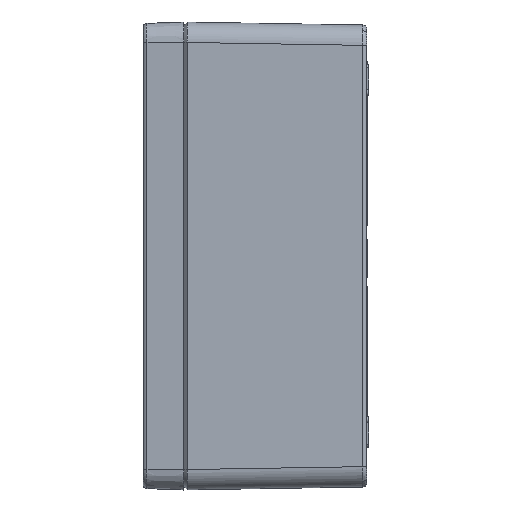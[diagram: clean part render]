
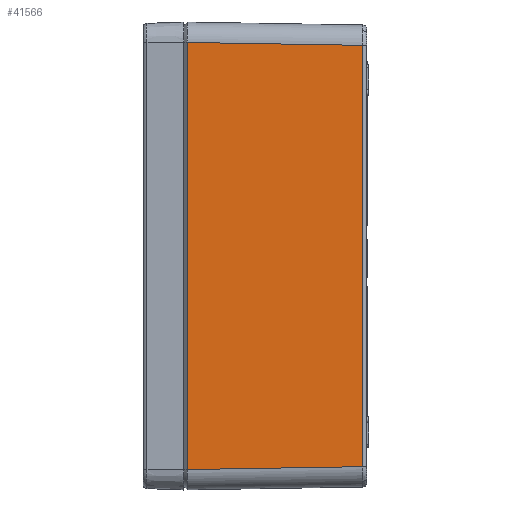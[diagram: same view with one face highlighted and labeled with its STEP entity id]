
A CAD part, left-side view. The second image highlights one B-rep face of the part: STEP entity #41566.
In plain terms, the highlighted planar face has unit normal (-1, -0.016, 0).
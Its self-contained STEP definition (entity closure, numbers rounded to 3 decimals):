
#10551 = FACE_OUTER_BOUND ( 'NONE', #15931, .T. ) ;
#11390 = AXIS2_PLACEMENT_3D ( 'NONE', #27468, #27461, #27469 ) ;
#14183 = LINE ( 'NONE', #51852, #14386 ) ;
#14188 = LINE ( 'NONE', #51900, #14392 ) ;
#14197 = LINE ( 'NONE', #51939, #14408 ) ;
#14198 = LINE ( 'NONE', #51941, #14410 ) ;
#14386 = VECTOR ( 'NONE', #51853, 1000. ) ;
#14392 = VECTOR ( 'NONE', #51901, 1000. ) ;
#14408 = VECTOR ( 'NONE', #51940, 1000. ) ;
#14410 = VECTOR ( 'NONE', #51942, 1000. ) ;
#15931 = EDGE_LOOP ( 'NONE', ( #57053, #57054, #57052, #57055 ) ) ;
#20694 = CARTESIAN_POINT ( 'NONE',  ( -163.531, -90.033, -103.532 ) ) ;
#20695 = CARTESIAN_POINT ( 'NONE',  ( -164.938, -3.8, -104.939 ) ) ;
#20770 = CARTESIAN_POINT ( 'NONE',  ( -163.531, -90.033, 103.532 ) ) ;
#21639 = CARTESIAN_POINT ( 'NONE',  ( -164.938, -3.8, 104.939 ) ) ;
#24434 = VERTEX_POINT ( 'NONE', #20695 ) ;
#24435 = VERTEX_POINT ( 'NONE', #20694 ) ;
#24447 = VERTEX_POINT ( 'NONE', #21639 ) ;
#27461 = DIRECTION ( 'NONE',  ( -1., -0.016, 0. ) ) ;
#27468 = CARTESIAN_POINT ( 'NONE',  ( -165., 0., -115. ) ) ;
#27469 = DIRECTION ( 'NONE',  ( 0.016, -1., 0. ) ) ;
#27520 = PLANE ( 'NONE',  #11390 ) ;
#32595 = VERTEX_POINT ( 'NONE', #20770 ) ;
#41566 = ADVANCED_FACE ( 'NONE', ( #10551 ), #27520, .T. ) ;
#51852 = CARTESIAN_POINT ( 'NONE',  ( -165.003, 0.163, -105.004 ) ) ;
#51853 = DIRECTION ( 'NONE',  ( 0.016, -1., 0.016 ) ) ;
#51900 = CARTESIAN_POINT ( 'NONE',  ( -164.941, -3.589, 104.943 ) ) ;
#51901 = DIRECTION ( 'NONE',  ( -0.016, 1., 0.016 ) ) ;
#51939 = CARTESIAN_POINT ( 'NONE',  ( -163.531, -90.033, 103.5 ) ) ;
#51940 = DIRECTION ( 'NONE',  ( 0., 0., 1. ) ) ;
#51941 = CARTESIAN_POINT ( 'NONE',  ( -164.938, -3.8, -104.969 ) ) ;
#51942 = DIRECTION ( 'NONE',  ( 0., 0., -1. ) ) ;
#53789 = EDGE_CURVE ( 'NONE', #24434, #24435, #14183, .T. ) ;
#53799 = EDGE_CURVE ( 'NONE', #32595, #24447, #14188, .T. ) ;
#53812 = EDGE_CURVE ( 'NONE', #24435, #32595, #14197, .T. ) ;
#53813 = EDGE_CURVE ( 'NONE', #24447, #24434, #14198, .T. ) ;
#57052 = ORIENTED_EDGE ( 'NONE', *, *, #53799, .T. ) ;
#57053 = ORIENTED_EDGE ( 'NONE', *, *, #53789, .T. ) ;
#57054 = ORIENTED_EDGE ( 'NONE', *, *, #53812, .T. ) ;
#57055 = ORIENTED_EDGE ( 'NONE', *, *, #53813, .T. ) ;
